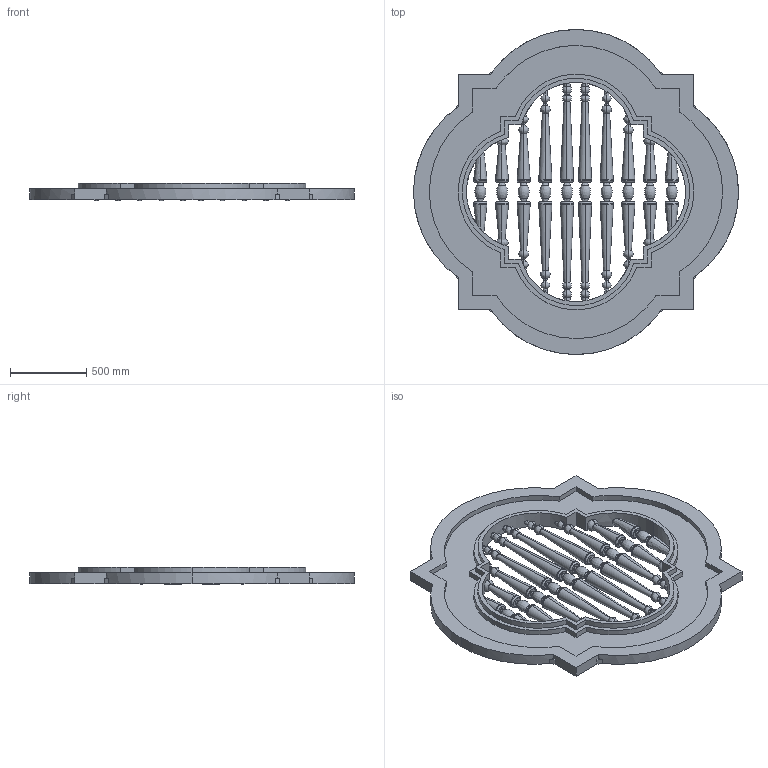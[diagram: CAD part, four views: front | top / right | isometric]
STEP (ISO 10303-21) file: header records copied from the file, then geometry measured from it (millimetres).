
FILE_DESCRIPTION(('FreeCAD Model'),'2;1');
FILE_NAME('Open CASCADE Shape Model','2025-04-30T18:59:57',('FreeCAD'),( 'FreeCAD'),'Open CASCADE STEP processor 7.6','FreeCAD','Unknown');
FILE_SCHEMA(('AUTOMOTIVE_DESIGN { 1 0 10303 214 1 1 1 1 }'));
Length unit declared in the file: millimetre
Products named in the file (1): Open CASCADE STEP translator 7.6 1
Bounding box: 2128.92 x 2128.9 x 113.98 mm (x, y, z)
Volume: 133635740.9 mm3; surface area: 7341280 mm2
Topology: 1 solids, 1 shells, 414 faces, 979 edges, 586 vertices
Faces by surface type: bspline 414
Entity records: 15959 total; most frequent: CARTESIAN_POINT 10693, ORIENTED_EDGE 1958, EDGE_CURVE 979, VERTEX_POINT 586, FACE_BOUND 455, EDGE_LOOP 455, ADVANCED_FACE 414, B_SPLINE_CURVE_WITH_KNOTS 329
